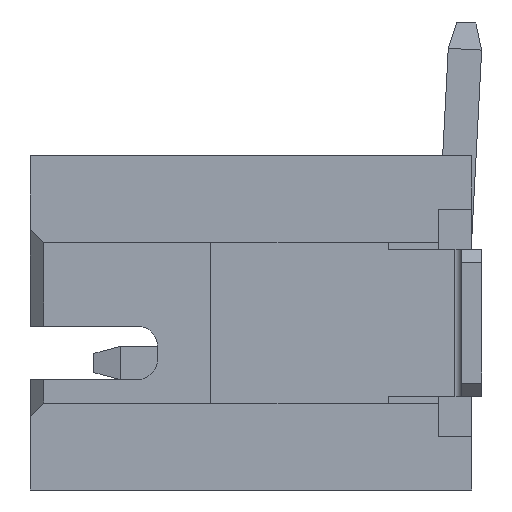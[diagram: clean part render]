
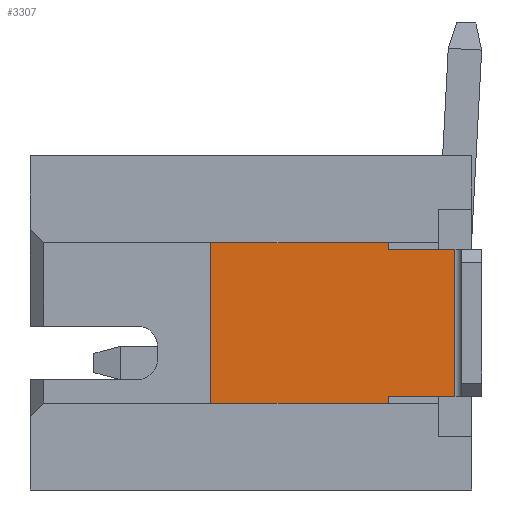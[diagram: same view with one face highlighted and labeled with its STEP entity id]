
A CAD part, left-side view. The second image highlights one B-rep face of the part: STEP entity #3307.
In plain terms, the highlighted planar face has unit normal (-1, 0, 0).
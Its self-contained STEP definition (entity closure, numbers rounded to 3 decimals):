
#330 = ORIENTED_EDGE ( 'NONE', *, *, #5419, .F. ) ;
#371 = LINE ( 'NONE', #594, #4172 ) ;
#422 = CARTESIAN_POINT ( 'NONE',  ( -5.35, 0.15, -2.25 ) ) ;
#513 = CARTESIAN_POINT ( 'NONE',  ( -5.35, 1.4, -0.75 ) ) ;
#552 = ORIENTED_EDGE ( 'NONE', *, *, #5198, .T. ) ;
#594 = CARTESIAN_POINT ( 'NONE',  ( -5.35, 4.05, -4.75 ) ) ;
#714 = DIRECTION ( 'NONE',  ( 0., 0., 1. ) ) ;
#732 = DIRECTION ( 'NONE',  ( 0., 0., -1. ) ) ;
#940 = VECTOR ( 'NONE', #1566, 1000. ) ;
#977 = ORIENTED_EDGE ( 'NONE', *, *, #4733, .F. ) ;
#1000 = EDGE_CURVE ( 'NONE', #8758, #4803, #1252, .T. ) ;
#1012 = DIRECTION ( 'NONE',  ( 0., 0., 1. ) ) ;
#1049 = DIRECTION ( 'NONE',  ( 0., 1., 0. ) ) ;
#1177 = DIRECTION ( 'NONE',  ( 0., 0., -1. ) ) ;
#1252 = LINE ( 'NONE', #6307, #940 ) ;
#1566 = DIRECTION ( 'NONE',  ( 0., -1., 0. ) ) ;
#1666 = VERTEX_POINT ( 'NONE', #6863 ) ;
#1694 = EDGE_CURVE ( 'NONE', #6961, #7019, #2901, .T. ) ;
#1822 = VERTEX_POINT ( 'NONE', #4930 ) ;
#1908 = LINE ( 'NONE', #513, #4557 ) ;
#2325 = CARTESIAN_POINT ( 'NONE',  ( -5.35, 1.6, -0.55 ) ) ;
#2452 = DIRECTION ( 'NONE',  ( 0., -1., 0. ) ) ;
#2493 = VERTEX_POINT ( 'NONE', #2819 ) ;
#2644 = ORIENTED_EDGE ( 'NONE', *, *, #1000, .F. ) ;
#2819 = CARTESIAN_POINT ( 'NONE',  ( -5.35, 0.4, -3.35 ) ) ;
#2901 = LINE ( 'NONE', #5392, #7987 ) ;
#3021 = CARTESIAN_POINT ( 'NONE',  ( -5.35, 4.05, -3.95 ) ) ;
#3087 = CARTESIAN_POINT ( 'NONE',  ( -5.35, 0.3, -3.35 ) ) ;
#3307 = ADVANCED_FACE ( 'NONE', ( #8493 ), #4376, .T. ) ;
#3639 = ORIENTED_EDGE ( 'NONE', *, *, #6460, .T. ) ;
#3663 = ORIENTED_EDGE ( 'NONE', *, *, #8458, .F. ) ;
#3746 = CARTESIAN_POINT ( 'NONE',  ( -5.35, 1.4, -3.75 ) ) ;
#3773 = CARTESIAN_POINT ( 'NONE',  ( -5.35, 1.4, -3.35 ) ) ;
#3781 = EDGE_LOOP ( 'NONE', ( #3663, #8106, #330, #7284, #7446, #552, #3639, #977, #5844, #2644 ) ) ;
#3797 = EDGE_CURVE ( 'NONE', #6577, #4496, #8139, .T. ) ;
#3801 = DIRECTION ( 'NONE',  ( 0., -1., 0. ) ) ;
#3814 = VECTOR ( 'NONE', #1012, 1000. ) ;
#3852 = CARTESIAN_POINT ( 'NONE',  ( -5.35, 1.6, -0.55 ) ) ;
#3873 = VECTOR ( 'NONE', #5044, 1000. ) ;
#4004 = VECTOR ( 'NONE', #6059, 1000. ) ;
#4025 = CARTESIAN_POINT ( 'NONE',  ( -5.35, 1.4, -0.75 ) ) ;
#4172 = VECTOR ( 'NONE', #714, 1000. ) ;
#4328 = VECTOR ( 'NONE', #4987, 1000. ) ;
#4376 = PLANE ( 'NONE',  #8466 ) ;
#4496 = VERTEX_POINT ( 'NONE', #3021 ) ;
#4557 = VECTOR ( 'NONE', #1177, 1000. ) ;
#4733 = EDGE_CURVE ( 'NONE', #4879, #1666, #1908, .T. ) ;
#4803 = VERTEX_POINT ( 'NONE', #3852 ) ;
#4879 = VERTEX_POINT ( 'NONE', #4025 ) ;
#4927 = LINE ( 'NONE', #2325, #3873 ) ;
#4930 = CARTESIAN_POINT ( 'NONE',  ( -5.35, 0.4, -1.15 ) ) ;
#4987 = DIRECTION ( 'NONE',  ( 0., 1., 0. ) ) ;
#5044 = DIRECTION ( 'NONE',  ( 0., -0.707, -0.707 ) ) ;
#5060 = LINE ( 'NONE', #7178, #7719 ) ;
#5115 = DIRECTION ( 'NONE',  ( -1., 0., 0. ) ) ;
#5198 = EDGE_CURVE ( 'NONE', #2493, #1822, #6766, .T. ) ;
#5274 = CARTESIAN_POINT ( 'NONE',  ( -5.35, 1.6, -3.95 ) ) ;
#5392 = CARTESIAN_POINT ( 'NONE',  ( -5.35, 1.4, -3.75 ) ) ;
#5419 = EDGE_CURVE ( 'NONE', #7019, #6577, #5818, .T. ) ;
#5818 = LINE ( 'NONE', #6483, #4004 ) ;
#5844 = ORIENTED_EDGE ( 'NONE', *, *, #8102, .F. ) ;
#6059 = DIRECTION ( 'NONE',  ( 0., 0.707, -0.707 ) ) ;
#6307 = CARTESIAN_POINT ( 'NONE',  ( -5.35, 6.55, -0.55 ) ) ;
#6392 = CARTESIAN_POINT ( 'NONE',  ( -5.35, 0.4, -3.35 ) ) ;
#6426 = CARTESIAN_POINT ( 'NONE',  ( -5.35, 4.05, -0.55 ) ) ;
#6460 = EDGE_CURVE ( 'NONE', #1822, #1666, #5060, .T. ) ;
#6483 = CARTESIAN_POINT ( 'NONE',  ( -5.35, 1.6, -3.95 ) ) ;
#6577 = VERTEX_POINT ( 'NONE', #5274 ) ;
#6766 = LINE ( 'NONE', #6392, #3814 ) ;
#6863 = CARTESIAN_POINT ( 'NONE',  ( -5.35, 1.4, -1.15 ) ) ;
#6961 = VERTEX_POINT ( 'NONE', #3773 ) ;
#7019 = VERTEX_POINT ( 'NONE', #3746 ) ;
#7178 = CARTESIAN_POINT ( 'NONE',  ( -5.35, 6.55, -1.15 ) ) ;
#7284 = ORIENTED_EDGE ( 'NONE', *, *, #1694, .F. ) ;
#7446 = ORIENTED_EDGE ( 'NONE', *, *, #8788, .T. ) ;
#7719 = VECTOR ( 'NONE', #1049, 1000. ) ;
#7771 = VECTOR ( 'NONE', #3801, 1000. ) ;
#7987 = VECTOR ( 'NONE', #732, 1000. ) ;
#8102 = EDGE_CURVE ( 'NONE', #4803, #4879, #4927, .T. ) ;
#8106 = ORIENTED_EDGE ( 'NONE', *, *, #3797, .F. ) ;
#8139 = LINE ( 'NONE', #8342, #4328 ) ;
#8342 = CARTESIAN_POINT ( 'NONE',  ( -5.35, 6.55, -3.95 ) ) ;
#8458 = EDGE_CURVE ( 'NONE', #4496, #8758, #371, .T. ) ;
#8466 = AXIS2_PLACEMENT_3D ( 'NONE', #422, #5115, #2452 ) ;
#8493 = FACE_OUTER_BOUND ( 'NONE', #3781, .T. ) ;
#8727 = LINE ( 'NONE', #3087, #7771 ) ;
#8758 = VERTEX_POINT ( 'NONE', #6426 ) ;
#8788 = EDGE_CURVE ( 'NONE', #6961, #2493, #8727, .T. ) ;
